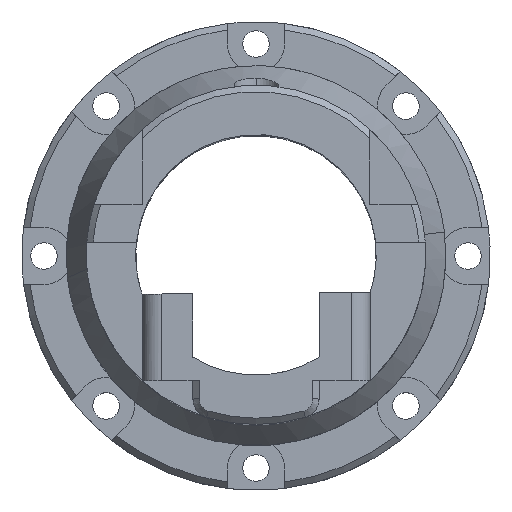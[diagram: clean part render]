
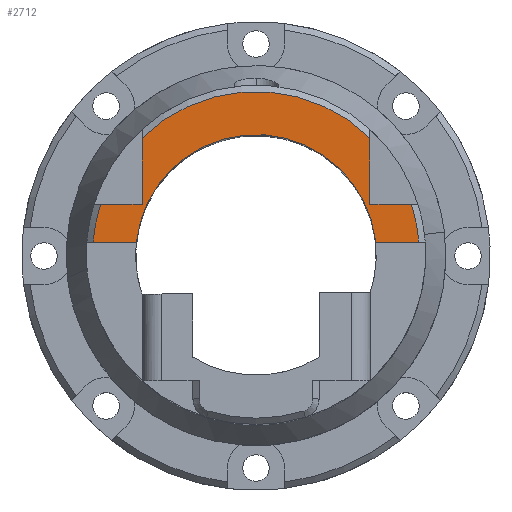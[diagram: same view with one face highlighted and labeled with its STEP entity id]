
A CAD part, top view. The second image highlights one B-rep face of the part: STEP entity #2712.
In plain terms, the highlighted planar face has unit normal (0, 0, 1).
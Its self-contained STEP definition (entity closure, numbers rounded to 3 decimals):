
#97 = ORIENTED_EDGE ( 'NONE', *, *, #4355, .F. ) ;
#113 = DIRECTION ( 'NONE',  ( 0., 1., 0. ) ) ;
#154 = VERTEX_POINT ( 'NONE', #5459 ) ;
#319 = DIRECTION ( 'NONE',  ( 1., 0., 0. ) ) ;
#459 = ORIENTED_EDGE ( 'NONE', *, *, #4609, .T. ) ;
#505 = DIRECTION ( 'NONE',  ( 0., 0., -1. ) ) ;
#506 = VECTOR ( 'NONE', #968, 1000. ) ;
#614 = PLANE ( 'NONE',  #3541 ) ;
#616 = VECTOR ( 'NONE', #3403, 1000. ) ;
#651 = CARTESIAN_POINT ( 'NONE',  ( 0., 0., 91.323 ) ) ;
#711 = CARTESIAN_POINT ( 'NONE',  ( -18.936, 1.984, 91.323 ) ) ;
#728 = AXIS2_PLACEMENT_3D ( 'NONE', #5132, #1693, #2722 ) ;
#733 = EDGE_LOOP ( 'NONE', ( #2459, #1094, #5698, #97, #4876, #799, #3714, #459, #1187, #4312, #4185 ) ) ;
#791 = CARTESIAN_POINT ( 'NONE',  ( 0., 1.984, 91.323 ) ) ;
#799 = ORIENTED_EDGE ( 'NONE', *, *, #2831, .T. ) ;
#842 = CARTESIAN_POINT ( 'NONE',  ( 24.488, 7.984, 91.323 ) ) ;
#968 = DIRECTION ( 'NONE',  ( 1., 0., 0. ) ) ;
#1010 = DIRECTION ( 'NONE',  ( 1., 0., 0. ) ) ;
#1053 = EDGE_CURVE ( 'NONE', #2815, #2061, #3376, .T. ) ;
#1068 = DIRECTION ( 'NONE',  ( 0., 0., 1. ) ) ;
#1094 = ORIENTED_EDGE ( 'NONE', *, *, #3248, .T. ) ;
#1187 = ORIENTED_EDGE ( 'NONE', *, *, #4374, .T. ) ;
#1292 = EDGE_CURVE ( 'NONE', #1391, #1449, #6167, .T. ) ;
#1336 = VERTEX_POINT ( 'NONE', #3690 ) ;
#1360 = DIRECTION ( 'NONE',  ( 0., 0., -1. ) ) ;
#1391 = VERTEX_POINT ( 'NONE', #2969 ) ;
#1449 = VERTEX_POINT ( 'NONE', #4159 ) ;
#1554 = CARTESIAN_POINT ( 'NONE',  ( -0.041, -0.016, 91.323 ) ) ;
#1617 = DIRECTION ( 'NONE',  ( 1., 0., 0. ) ) ;
#1660 = EDGE_CURVE ( 'NONE', #2061, #6131, #5452, .T. ) ;
#1662 = DIRECTION ( 'NONE',  ( 1., 0., 0. ) ) ;
#1693 = DIRECTION ( 'NONE',  ( 0., 0., 1. ) ) ;
#1697 = DIRECTION ( 'NONE',  ( 1., 0., 0. ) ) ;
#1798 = AXIS2_PLACEMENT_3D ( 'NONE', #4021, #1360, #5530 ) ;
#2061 = VERTEX_POINT ( 'NONE', #5473 ) ;
#2109 = CIRCLE ( 'NONE', #3371, 19. ) ;
#2459 = ORIENTED_EDGE ( 'NONE', *, *, #1053, .F. ) ;
#2622 = DIRECTION ( 'NONE',  ( 0., 0., 1. ) ) ;
#2674 = EDGE_CURVE ( 'NONE', #3106, #3285, #5957, .T. ) ;
#2712 = ADVANCED_FACE ( 'NONE', ( #5100 ), #614, .T. ) ;
#2722 = DIRECTION ( 'NONE',  ( 1., 0., 0. ) ) ;
#2815 = VERTEX_POINT ( 'NONE', #4284 ) ;
#2831 = EDGE_CURVE ( 'NONE', #1449, #3138, #5300, .T. ) ;
#2904 = CARTESIAN_POINT ( 'NONE',  ( 17.959, 7.984, 91.323 ) ) ;
#2969 = CARTESIAN_POINT ( 'NONE',  ( -24.569, 7.984, 91.323 ) ) ;
#3106 = VERTEX_POINT ( 'NONE', #4574 ) ;
#3138 = VERTEX_POINT ( 'NONE', #711 ) ;
#3156 = VERTEX_POINT ( 'NONE', #4212 ) ;
#3248 = EDGE_CURVE ( 'NONE', #2815, #3285, #4281, .T. ) ;
#3285 = VERTEX_POINT ( 'NONE', #3727 ) ;
#3371 = AXIS2_PLACEMENT_3D ( 'NONE', #6473, #505, #6038 ) ;
#3376 = LINE ( 'NONE', #4354, #616 ) ;
#3403 = DIRECTION ( 'NONE',  ( 0., -1., 0. ) ) ;
#3442 = AXIS2_PLACEMENT_3D ( 'NONE', #1554, #1068, #1010 ) ;
#3470 = CARTESIAN_POINT ( 'NONE',  ( -18.041, 7.984, 91.323 ) ) ;
#3523 = VECTOR ( 'NONE', #319, 1000. ) ;
#3541 = AXIS2_PLACEMENT_3D ( 'NONE', #651, #2622, #1617 ) ;
#3690 = CARTESIAN_POINT ( 'NONE',  ( 18.811, 2.347, 91.323 ) ) ;
#3714 = ORIENTED_EDGE ( 'NONE', *, *, #6035, .T. ) ;
#3727 = CARTESIAN_POINT ( 'NONE',  ( -18.041, 18.467, 91.323 ) ) ;
#3885 = CIRCLE ( 'NONE', #4725, 25.8 ) ;
#3996 = VECTOR ( 'NONE', #1697, 1000. ) ;
#4021 = CARTESIAN_POINT ( 'NONE',  ( -0.041, -0.016, 91.323 ) ) ;
#4159 = CARTESIAN_POINT ( 'NONE',  ( -25.763, 1.984, 91.323 ) ) ;
#4185 = ORIENTED_EDGE ( 'NONE', *, *, #1660, .F. ) ;
#4212 = CARTESIAN_POINT ( 'NONE',  ( 18.853, 1.984, 91.323 ) ) ;
#4281 = CIRCLE ( 'NONE', #3442, 25.8 ) ;
#4284 = CARTESIAN_POINT ( 'NONE',  ( 17.959, 18.467, 91.323 ) ) ;
#4285 = DIRECTION ( 'NONE',  ( 1., 0., 0. ) ) ;
#4312 = ORIENTED_EDGE ( 'NONE', *, *, #6200, .T. ) ;
#4354 = CARTESIAN_POINT ( 'NONE',  ( 17.959, 7.984, 91.323 ) ) ;
#4355 = EDGE_CURVE ( 'NONE', #1391, #3106, #5730, .T. ) ;
#4374 = EDGE_CURVE ( 'NONE', #3156, #154, #6291, .T. ) ;
#4574 = CARTESIAN_POINT ( 'NONE',  ( -18.041, 7.984, 91.323 ) ) ;
#4609 = EDGE_CURVE ( 'NONE', #1336, #3156, #2109, .T. ) ;
#4617 = CIRCLE ( 'NONE', #1798, 19. ) ;
#4620 = CARTESIAN_POINT ( 'NONE',  ( -0.041, -0.016, 91.323 ) ) ;
#4725 = AXIS2_PLACEMENT_3D ( 'NONE', #4620, #5590, #1662 ) ;
#4876 = ORIENTED_EDGE ( 'NONE', *, *, #1292, .T. ) ;
#5100 = FACE_OUTER_BOUND ( 'NONE', #733, .T. ) ;
#5132 = CARTESIAN_POINT ( 'NONE',  ( -0.041, -0.016, 91.323 ) ) ;
#5300 = LINE ( 'NONE', #6220, #3523 ) ;
#5452 = LINE ( 'NONE', #2904, #506 ) ;
#5459 = CARTESIAN_POINT ( 'NONE',  ( 25.682, 1.984, 91.323 ) ) ;
#5473 = CARTESIAN_POINT ( 'NONE',  ( 17.959, 7.984, 91.323 ) ) ;
#5530 = DIRECTION ( 'NONE',  ( 1., 0., 0. ) ) ;
#5590 = DIRECTION ( 'NONE',  ( 0., 0., 1. ) ) ;
#5670 = VECTOR ( 'NONE', #4285, 1000. ) ;
#5698 = ORIENTED_EDGE ( 'NONE', *, *, #2674, .F. ) ;
#5730 = LINE ( 'NONE', #6185, #3996 ) ;
#5957 = LINE ( 'NONE', #3470, #6283 ) ;
#6035 = EDGE_CURVE ( 'NONE', #3138, #1336, #4617, .T. ) ;
#6038 = DIRECTION ( 'NONE',  ( 1., 0., 0. ) ) ;
#6131 = VERTEX_POINT ( 'NONE', #842 ) ;
#6167 = CIRCLE ( 'NONE', #728, 25.8 ) ;
#6185 = CARTESIAN_POINT ( 'NONE',  ( -18.041, 7.984, 91.323 ) ) ;
#6200 = EDGE_CURVE ( 'NONE', #154, #6131, #3885, .T. ) ;
#6220 = CARTESIAN_POINT ( 'NONE',  ( 0., 1.984, 91.323 ) ) ;
#6283 = VECTOR ( 'NONE', #113, 1000. ) ;
#6291 = LINE ( 'NONE', #791, #5670 ) ;
#6473 = CARTESIAN_POINT ( 'NONE',  ( -0.041, -0.016, 91.323 ) ) ;
